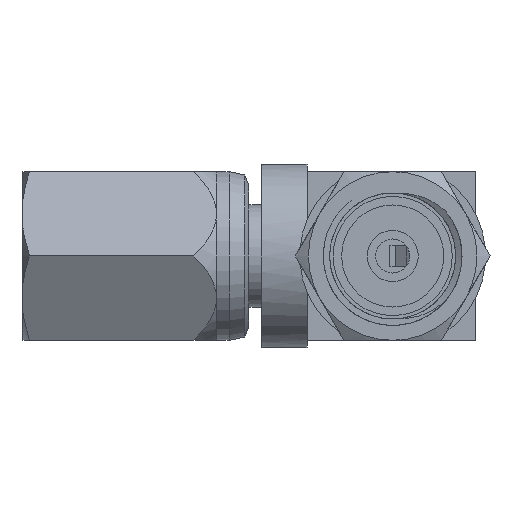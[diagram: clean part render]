
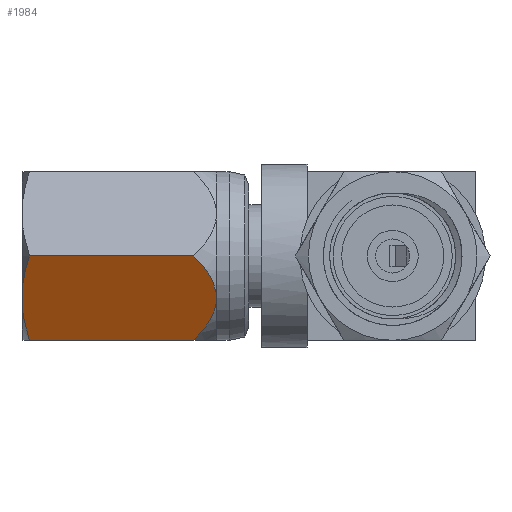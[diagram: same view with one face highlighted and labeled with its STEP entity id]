
A CAD part, left-side view. The second image highlights one B-rep face of the part: STEP entity #1984.
In plain terms, the highlighted face is planar.
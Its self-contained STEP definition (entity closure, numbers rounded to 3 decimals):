
#108 = CARTESIAN_POINT ( 'NONE',  ( -1.981, -1.144, 2.109 ) ) ;
#127 = ORIENTED_EDGE ( 'NONE', *, *, #6749, .F. ) ;
#144 = CARTESIAN_POINT ( 'NONE',  ( -1.689, -1.313, -2.026 ) ) ;
#168 = CARTESIAN_POINT ( 'NONE',  ( -1.177, -1.608, -2.286 ) ) ;
#270 = ORIENTED_EDGE ( 'NONE', *, *, #3190, .F. ) ;
#462 = VERTEX_POINT ( 'NONE', #6591 ) ;
#487 = CARTESIAN_POINT ( 'NONE',  ( -1.981, -1.144, -1.755 ) ) ;
#532 = DIRECTION ( 'NONE',  ( 0., 0., -1. ) ) ;
#641 = DIRECTION ( 'NONE',  ( 0., 0., -1. ) ) ;
#655 = CARTESIAN_POINT ( 'NONE',  ( -1.36, -1.503, -2.222 ) ) ;
#693 = EDGE_CURVE ( 'NONE', #7009, #462, #5863, .T. ) ;
#771 = FACE_OUTER_BOUND ( 'NONE', #6933, .T. ) ;
#780 = VERTEX_POINT ( 'NONE', #5040 ) ;
#858 = AXIS2_PLACEMENT_3D ( 'NONE', #6213, #6827, #1565 ) ;
#984 = CARTESIAN_POINT ( 'NONE',  ( -0.655, -1.91, 2.269 ) ) ;
#1134 = CARTESIAN_POINT ( 'NONE',  ( -0.289, -2.121, -2.024 ) ) ;
#1212 = CARTESIAN_POINT ( 'NONE',  ( -0.897, -1.77, -2.286 ) ) ;
#1467 = LINE ( 'NONE', #3991, #2907 ) ;
#1565 = DIRECTION ( 'NONE',  ( -0.866, 0.5, 0. ) ) ;
#1585 = EDGE_CURVE ( 'NONE', #4345, #7458, #2309, .T. ) ;
#1611 = PLANE ( 'NONE',  #858 ) ;
#1646 = B_SPLINE_CURVE_WITH_KNOTS ( 'NONE', 3,
 ( #3019, #168, #655, #144, #5303, #4196 ),
 .UNSPECIFIED., .F., .F.,
 ( 4, 2, 4 ),
 ( 0.001, 0.002, 0.003 ),
 .UNSPECIFIED. ) ;
#1715 = ORIENTED_EDGE ( 'NONE', *, *, #4309, .F. ) ;
#1770 = CARTESIAN_POINT ( 'NONE',  ( -1.981, -1.144, 2.286 ) ) ;
#1786 = ORIENTED_EDGE ( 'NONE', *, *, #2985, .F. ) ;
#1857 = VECTOR ( 'NONE', #641, 1000. ) ;
#1984 = ADVANCED_FACE ( 'NONE', ( #771 ), #1611, .F. ) ;
#2175 = CARTESIAN_POINT ( 'NONE',  ( -0.162, -2.194, 2.163 ) ) ;
#2309 = LINE ( 'NONE', #1770, #1857 ) ;
#2416 = CARTESIAN_POINT ( 'NONE',  ( -1.657, -1.331, 2.217 ) ) ;
#2907 = VECTOR ( 'NONE', #532, 1000. ) ;
#2985 = EDGE_CURVE ( 'NONE', #462, #5671, #1467, .T. ) ;
#2991 = CARTESIAN_POINT ( 'NONE',  ( -1.328, -1.521, 2.286 ) ) ;
#3019 = CARTESIAN_POINT ( 'NONE',  ( -0.991, -1.716, -2.286 ) ) ;
#3190 = EDGE_CURVE ( 'NONE', #4345, #7009, #3543, .T. ) ;
#3543 = B_SPLINE_CURVE_WITH_KNOTS ( 'NONE', 3,
 ( #7030, #2416, #2991, #5926 ),
 .UNSPECIFIED., .F., .F.,
 ( 4, 4 ),
 ( 0., 0.001 ),
 .UNSPECIFIED. ) ;
#3852 = CARTESIAN_POINT ( 'NONE',  ( -0.991, -1.716, 2.286 ) ) ;
#3991 = CARTESIAN_POINT ( 'NONE',  ( 0., -2.288, 2.286 ) ) ;
#4196 = CARTESIAN_POINT ( 'NONE',  ( -1.981, -1.144, -1.755 ) ) ;
#4309 = EDGE_CURVE ( 'NONE', #5671, #780, #6424, .T. ) ;
#4345 = VERTEX_POINT ( 'NONE', #108 ) ;
#4499 = CARTESIAN_POINT ( 'NONE',  ( -0.822, -1.813, 2.286 ) ) ;
#4661 = CARTESIAN_POINT ( 'NONE',  ( 0., -2.288, -1.755 ) ) ;
#4775 = CARTESIAN_POINT ( 'NONE',  ( 0., -2.288, -1.755 ) ) ;
#5040 = CARTESIAN_POINT ( 'NONE',  ( -0.991, -1.716, -2.286 ) ) ;
#5118 = CARTESIAN_POINT ( 'NONE',  ( -0.325, -2.1, 2.207 ) ) ;
#5245 = CARTESIAN_POINT ( 'NONE',  ( -0.141, -2.206, -1.896 ) ) ;
#5303 = CARTESIAN_POINT ( 'NONE',  ( -1.84, -1.225, -1.896 ) ) ;
#5671 = VERTEX_POINT ( 'NONE', #4775 ) ;
#5750 = CARTESIAN_POINT ( 'NONE',  ( -0.537, -1.978, -2.172 ) ) ;
#5863 = B_SPLINE_CURVE_WITH_KNOTS ( 'NONE', 3,
 ( #7437, #4499, #984, #5118, #2175, #6270 ),
 .UNSPECIFIED., .F., .F.,
 ( 4, 2, 4 ),
 ( 0.001, 0.002, 0.002 ),
 .UNSPECIFIED. ) ;
#5926 = CARTESIAN_POINT ( 'NONE',  ( -0.991, -1.716, 2.286 ) ) ;
#6213 = CARTESIAN_POINT ( 'NONE',  ( -1.981, -1.144, 2.286 ) ) ;
#6270 = CARTESIAN_POINT ( 'NONE',  ( 0., -2.288, 2.109 ) ) ;
#6401 = CARTESIAN_POINT ( 'NONE',  ( -0.991, -1.716, -2.286 ) ) ;
#6424 = B_SPLINE_CURVE_WITH_KNOTS ( 'NONE', 3,
 ( #4661, #5245, #1134, #5750, #7499, #6943, #1212, #6401 ),
 .UNSPECIFIED., .F., .F.,
 ( 4, 2, 2, 4 ),
 ( 0., 0.001, 0.001, 0.001 ),
 .UNSPECIFIED. ) ;
#6442 = ORIENTED_EDGE ( 'NONE', *, *, #1585, .T. ) ;
#6494 = ORIENTED_EDGE ( 'NONE', *, *, #693, .F. ) ;
#6591 = CARTESIAN_POINT ( 'NONE',  ( 0., -2.288, 2.109 ) ) ;
#6749 = EDGE_CURVE ( 'NONE', #780, #7458, #1646, .T. ) ;
#6827 = DIRECTION ( 'NONE',  ( 0.5, 0.866, 0. ) ) ;
#6933 = EDGE_LOOP ( 'NONE', ( #270, #6442, #127, #1715, #1786, #6494 ) ) ;
#6943 = CARTESIAN_POINT ( 'NONE',  ( -0.804, -1.824, -2.27 ) ) ;
#7009 = VERTEX_POINT ( 'NONE', #3852 ) ;
#7030 = CARTESIAN_POINT ( 'NONE',  ( -1.981, -1.144, 2.109 ) ) ;
#7437 = CARTESIAN_POINT ( 'NONE',  ( -0.991, -1.716, 2.286 ) ) ;
#7458 = VERTEX_POINT ( 'NONE', #487 ) ;
#7499 = CARTESIAN_POINT ( 'NONE',  ( -0.625, -1.927, -2.213 ) ) ;
